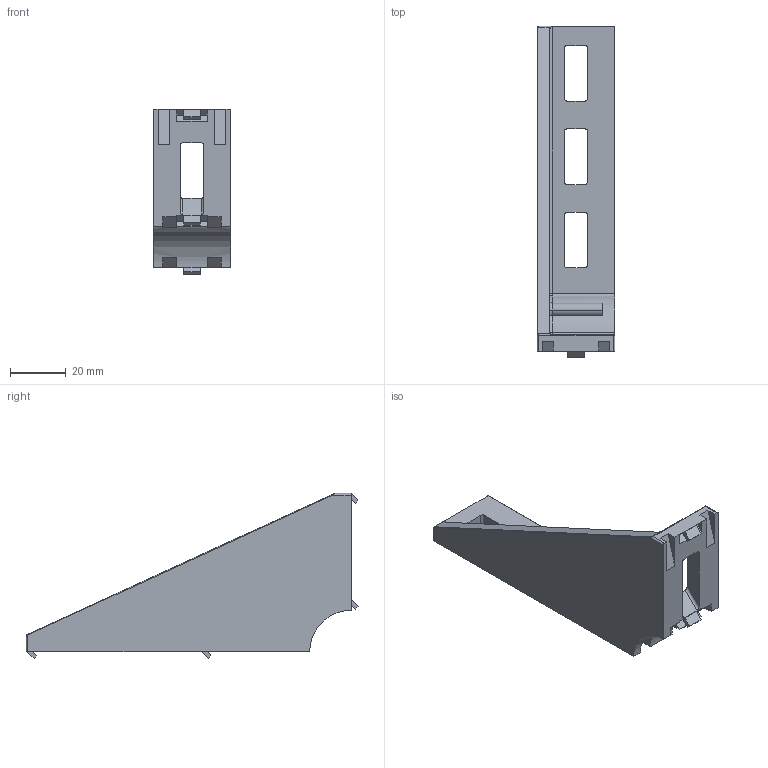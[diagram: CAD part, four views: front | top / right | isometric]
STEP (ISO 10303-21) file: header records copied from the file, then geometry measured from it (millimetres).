
FILE_DESCRIPTION (( 'STEP AP214' ), '1' );
FILE_NAME ('093w1171ln06.STEP', '2014-08-20T10:05:45', ( '' ), ( '' ), 'SwSTEP 2.0', 'SolidWorks 2014', '' );
FILE_SCHEMA (( 'AUTOMOTIVE_DESIGN' ));
Length unit declared in the file: millimetre
Products named in the file (1): 093w1171ln06
Bounding box: 28 x 119.39 x 59.39 mm (x, y, z)
Volume: 34280.8 mm3; surface area: 16841.3 mm2
Topology: 1 solids, 1 shells, 140 faces, 377 edges, 235 vertices
Faces by surface type: plane 87, cylinder 33, bspline 11, torus 7, sphere 2
Entity records: 4662 total; most frequent: CARTESIAN_POINT 1267, ORIENTED_EDGE 744, DIRECTION 640, EDGE_CURVE 372, LINE 258, VECTOR 258, VERTEX_POINT 235, AXIS2_PLACEMENT_3D 191
